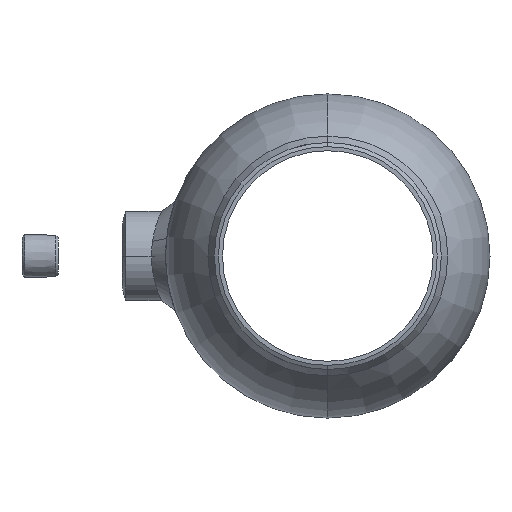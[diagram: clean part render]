
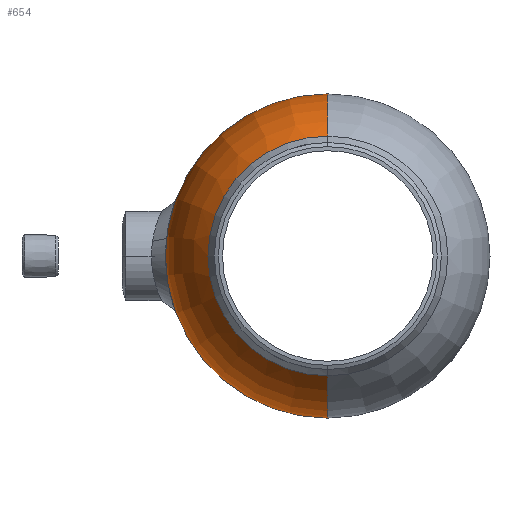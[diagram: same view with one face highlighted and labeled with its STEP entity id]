
A CAD part, left-side view. The second image highlights one B-rep face of the part: STEP entity #654.
In plain terms, the highlighted toroidal (fillet/blend) face has major radius 0.5 mm and minor radius 63 mm.
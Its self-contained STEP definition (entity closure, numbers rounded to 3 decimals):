
#595 = EDGE_CURVE ( 'NONE', #657, #605, #4088, .T. ) ;
#605 = VERTEX_POINT ( 'NONE', #4069 ) ;
#606 = ORIENTED_EDGE ( 'NONE', *, *, #663, .T. ) ;
#648 = VERTEX_POINT ( 'NONE', #4186 ) ;
#651 = VERTEX_POINT ( 'NONE', #4113 ) ;
#654 = ADVANCED_FACE ( 'NONE', ( #4134 ), #4124, .T. ) ;
#655 = EDGE_LOOP ( 'NONE', ( #656, #606, #664, #666 ) ) ;
#656 = ORIENTED_EDGE ( 'NONE', *, *, #595, .T. ) ;
#657 = VERTEX_POINT ( 'NONE', #4183 ) ;
#663 = EDGE_CURVE ( 'NONE', #605, #648, #4295, .T. ) ;
#664 = ORIENTED_EDGE ( 'NONE', *, *, #665, .F. ) ;
#665 = EDGE_CURVE ( 'NONE', #651, #648, #4289, .T. ) ;
#666 = ORIENTED_EDGE ( 'NONE', *, *, #667, .F. ) ;
#667 = EDGE_CURVE ( 'NONE', #657, #651, #4238, .T. ) ;
#4069 = CARTESIAN_POINT ( 'NONE',  ( -35.139, 0., -63.5 ) ) ;
#4070 = DIRECTION ( 'NONE',  ( 0., 0., 1. ) ) ;
#4071 = DIRECTION ( 'NONE',  ( -1., 0., 0. ) ) ;
#4072 = CARTESIAN_POINT ( 'NONE',  ( -35.139, 0., 0. ) ) ;
#4073 = AXIS2_PLACEMENT_3D ( 'NONE', #4072, #4071, #4070 ) ;
#4088 = CIRCLE ( 'NONE', #4073, 63.5 ) ;
#4113 = CARTESIAN_POINT ( 'NONE',  ( -77.7, 0., 46.949 ) ) ;
#4121 = DIRECTION ( 'NONE',  ( -1., 0., 0. ) ) ;
#4122 = CARTESIAN_POINT ( 'NONE',  ( -35.139, 0., 0. ) ) ;
#4123 = AXIS2_PLACEMENT_3D ( 'NONE', #4122, #4121, #4184 ) ;
#4124 = TOROIDAL_SURFACE ( 'NONE', #4123, 0.5, 63. ) ;
#4134 = FACE_OUTER_BOUND ( 'NONE', #655, .T. ) ;
#4183 = CARTESIAN_POINT ( 'NONE',  ( -35.139, 0., 63.5 ) ) ;
#4184 = DIRECTION ( 'NONE',  ( 0., 0., 1. ) ) ;
#4186 = CARTESIAN_POINT ( 'NONE',  ( -77.7, 0., -46.949 ) ) ;
#4235 = DIRECTION ( 'NONE',  ( 0., 0., -1. ) ) ;
#4236 = DIRECTION ( 'NONE',  ( 0., -1., 0. ) ) ;
#4237 = AXIS2_PLACEMENT_3D ( 'NONE', #4290, #4236, #4235 ) ;
#4238 = CIRCLE ( 'NONE', #4237, 63. ) ;
#4285 = DIRECTION ( 'NONE',  ( 0., 0., 1. ) ) ;
#4286 = DIRECTION ( 'NONE',  ( -1., 0., 0. ) ) ;
#4287 = CARTESIAN_POINT ( 'NONE',  ( -77.7, 0., 0. ) ) ;
#4288 = AXIS2_PLACEMENT_3D ( 'NONE', #4287, #4286, #4285 ) ;
#4289 = CIRCLE ( 'NONE', #4288, 46.949 ) ;
#4290 = CARTESIAN_POINT ( 'NONE',  ( -35.139, 0., 0.5 ) ) ;
#4291 = DIRECTION ( 'NONE',  ( 0., 0., 1. ) ) ;
#4292 = DIRECTION ( 'NONE',  ( 0., 1., 0. ) ) ;
#4293 = CARTESIAN_POINT ( 'NONE',  ( -35.139, 0., -0.5 ) ) ;
#4294 = AXIS2_PLACEMENT_3D ( 'NONE', #4293, #4292, #4291 ) ;
#4295 = CIRCLE ( 'NONE', #4294, 63. ) ;
